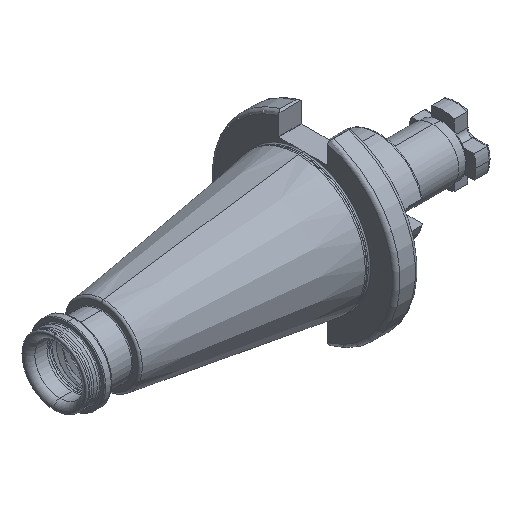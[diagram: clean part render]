
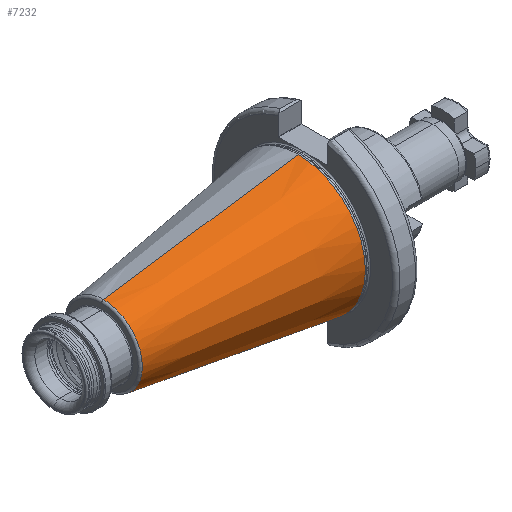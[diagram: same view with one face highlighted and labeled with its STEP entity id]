
A CAD part, isometric view. The second image highlights one B-rep face of the part: STEP entity #7232.
In plain terms, the highlighted conical face has half-angle 8.297 degrees and reference radius 35.027 mm.
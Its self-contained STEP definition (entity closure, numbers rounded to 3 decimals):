
#2533 = DIRECTION ( 'NONE',  ( 0.99, 0., -0.144 ) ) ;
#2548 = CARTESIAN_POINT ( 'NONE',  ( -8.5, 0., -35.027 ) ) ;
#2818 = CARTESIAN_POINT ( 'NONE',  ( -8.5, 0., 35.027 ) ) ;
#2848 = DIRECTION ( 'NONE',  ( 0.99, 0., 0.144 ) ) ;
#6706 = ORIENTED_EDGE ( 'NONE', *, *, #7962, .F. ) ;
#6723 = ORIENTED_EDGE ( 'NONE', *, *, #7913, .T. ) ;
#6724 = ORIENTED_EDGE ( 'NONE', *, *, #8146, .T. ) ;
#6738 = ORIENTED_EDGE ( 'NONE', *, *, #8145, .F. ) ;
#7009 = EDGE_LOOP ( 'NONE', ( #6706, #6738, #6723, #6724 ) ) ;
#7232 = ADVANCED_FACE ( 'NONE', ( #7613 ), #7633, .T. ) ;
#7364 = VECTOR ( 'NONE', #2848, 1000. ) ;
#7365 = LINE ( 'NONE', #2818, #7364 ) ;
#7613 = FACE_OUTER_BOUND ( 'NONE', #7009, .T. ) ;
#7633 = CONICAL_SURFACE ( 'NONE', #8523, 35.027, 0.145 ) ;
#7843 = LINE ( 'NONE', #2548, #7861 ) ;
#7861 = VECTOR ( 'NONE', #2533, 1000. ) ;
#7913 = EDGE_CURVE ( 'NONE', #18124, #18091, #7843, .T. ) ;
#7962 = EDGE_CURVE ( 'NONE', #18110, #18066, #7365, .T. ) ;
#8145 = EDGE_CURVE ( 'NONE', #18124, #18110, #10848, .T. ) ;
#8146 = EDGE_CURVE ( 'NONE', #18091, #18066, #10849, .T. ) ;
#8523 = AXIS2_PLACEMENT_3D ( 'NONE', #9505, #9518, #9509 ) ;
#8704 = AXIS2_PLACEMENT_3D ( 'NONE', #13347, #13403, #13314 ) ;
#8705 = AXIS2_PLACEMENT_3D ( 'NONE', #13351, #13305, #13324 ) ;
#9505 = CARTESIAN_POINT ( 'NONE',  ( -8.5, 0., 0. ) ) ;
#9509 = DIRECTION ( 'NONE',  ( 0., 0., -1. ) ) ;
#9518 = DIRECTION ( 'NONE',  ( 1., 0., 0. ) ) ;
#10848 = CIRCLE ( 'NONE', #8704, 20.207 ) ;
#10849 = CIRCLE ( 'NONE', #8705, 35.027 ) ;
#13305 = DIRECTION ( 'NONE',  ( -1., 0., 0. ) ) ;
#13314 = DIRECTION ( 'NONE',  ( 0., 0., 1. ) ) ;
#13324 = DIRECTION ( 'NONE',  ( 0., 0., 1. ) ) ;
#13347 = CARTESIAN_POINT ( 'NONE',  ( -110.123, 0., 0. ) ) ;
#13351 = CARTESIAN_POINT ( 'NONE',  ( -8.5, 0., 0. ) ) ;
#13403 = DIRECTION ( 'NONE',  ( -1., 0., 0. ) ) ;
#14634 = CARTESIAN_POINT ( 'NONE',  ( -8.5, 0., -35.027 ) ) ;
#14647 = CARTESIAN_POINT ( 'NONE',  ( -8.5, 0., 35.027 ) ) ;
#14682 = CARTESIAN_POINT ( 'NONE',  ( -110.123, 0., 20.207 ) ) ;
#14708 = CARTESIAN_POINT ( 'NONE',  ( -110.123, 0., -20.207 ) ) ;
#18066 = VERTEX_POINT ( 'NONE', #14647 ) ;
#18091 = VERTEX_POINT ( 'NONE', #14634 ) ;
#18110 = VERTEX_POINT ( 'NONE', #14682 ) ;
#18124 = VERTEX_POINT ( 'NONE', #14708 ) ;
